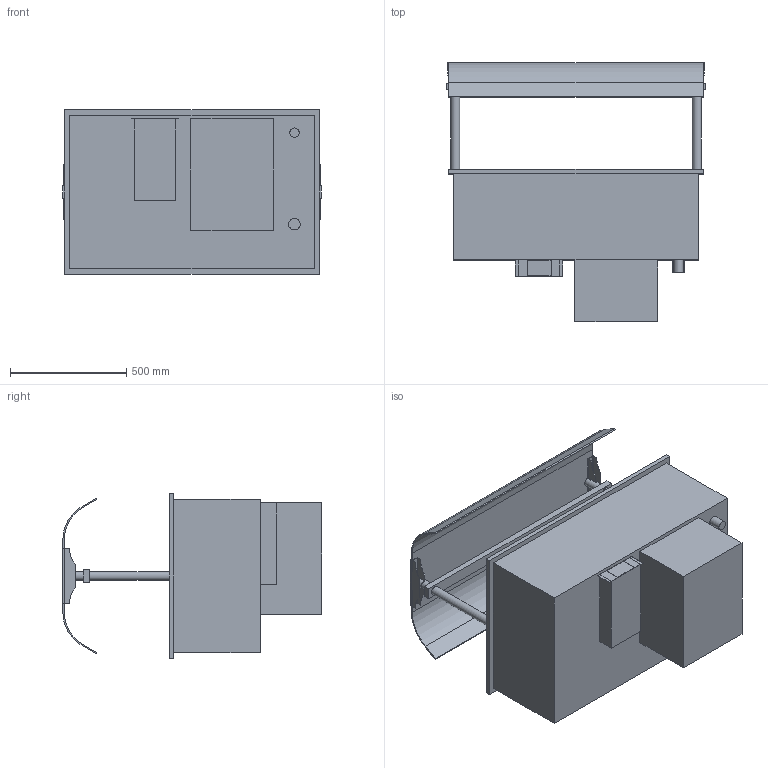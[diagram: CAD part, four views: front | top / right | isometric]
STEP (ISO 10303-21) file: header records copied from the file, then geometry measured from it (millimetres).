
FILE_DESCRIPTION(/* description */ ('vereinfachtes Modell'),/* implementation_level */ '2;1');
FILE_NAME(/* name */ '3D-AKE-00005710.stp',/* time_stamp */ '2025-02-05T13:56:01+01:00',/* author */ ('marina.schachner'),/* organization */ (''),/* preprocessor_version */ 'ST-DEVELOPER v20',/* originating_system */ 'Autodesk Inventor 2024',/* authorisation */ '');
FILE_SCHEMA (('AUTOMOTIVE_DESIGN { 1 0 10303 214 3 1 1 }'));
Length unit declared in the file: millimetre
Products named in the file (1): 3D-AKE-00005686
Bounding box: 1108.6 x 1114.5 x 705 mm (x, y, z)
Volume: 156047868.8 mm3; surface area: 10897372.5 mm2
Topology: 21 solids, 21 shells, 185 faces, 414 edges, 276 vertices
Faces by surface type: plane 163, cylinder 22
Full cylindrical faces by diameter (mm): 38 x4, 40 x1, 50 x1
Entity records: 5120 total; most frequent: CARTESIAN_POINT 876, DIRECTION 830, ORIENTED_EDGE 828, EDGE_CURVE 414, LINE 370, VECTOR 370, VERTEX_POINT 276, AXIS2_PLACEMENT_3D 230
